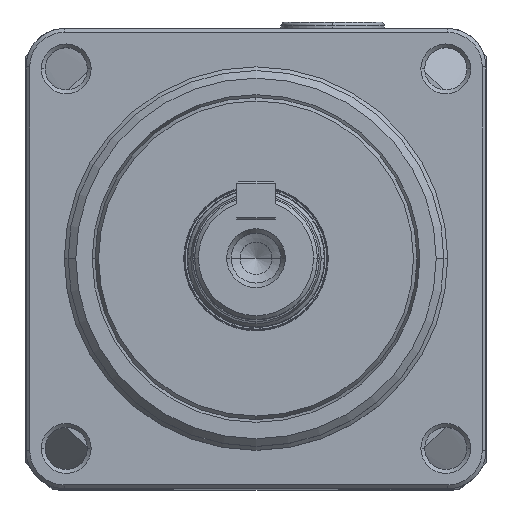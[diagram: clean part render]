
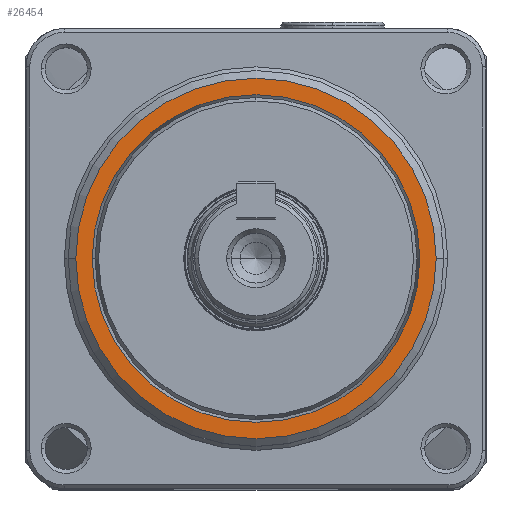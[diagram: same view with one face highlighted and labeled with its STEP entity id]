
A CAD part, top view. The second image highlights one B-rep face of the part: STEP entity #26454.
In plain terms, the highlighted planar face has unit normal (0, 0, 1).
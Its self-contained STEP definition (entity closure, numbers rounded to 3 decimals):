
#79 = EDGE_CURVE ( 'NONE', #979, #28532, #10304, .T. ) ;
#133 = AXIS2_PLACEMENT_3D ( 'NONE', #213, #11509, #23368 ) ;
#154 = DIRECTION ( 'NONE',  ( 0., 0., 1. ) ) ;
#213 = CARTESIAN_POINT ( 'NONE',  ( 0., 0., 11. ) ) ;
#462 = EDGE_CURVE ( 'NONE', #8826, #6517, #21904, .T. ) ;
#695 = DIRECTION ( 'NONE',  ( 0., 0., -1. ) ) ;
#979 = VERTEX_POINT ( 'NONE', #6055 ) ;
#2163 = CARTESIAN_POINT ( 'NONE',  ( 0., 0., 11. ) ) ;
#3521 = DIRECTION ( 'NONE',  ( -1., 0., 0. ) ) ;
#4362 = CIRCLE ( 'NONE', #11545, 23.5 ) ;
#4652 = ORIENTED_EDGE ( 'NONE', *, *, #79, .F. ) ;
#6055 = CARTESIAN_POINT ( 'NONE',  ( 23.5, 0., 11. ) ) ;
#6439 = EDGE_CURVE ( 'NONE', #6517, #8826, #26584, .T. ) ;
#6517 = VERTEX_POINT ( 'NONE', #7084 ) ;
#6715 = AXIS2_PLACEMENT_3D ( 'NONE', #2163, #154, #9605 ) ;
#7084 = CARTESIAN_POINT ( 'NONE',  ( 21.364, 0., 11. ) ) ;
#8234 = CARTESIAN_POINT ( 'NONE',  ( 0., 23.5, 11. ) ) ;
#8710 = ORIENTED_EDGE ( 'NONE', *, *, #9319, .F. ) ;
#8826 = VERTEX_POINT ( 'NONE', #10911 ) ;
#9319 = EDGE_CURVE ( 'NONE', #28532, #979, #4362, .T. ) ;
#9605 = DIRECTION ( 'NONE',  ( 1., 0., 0. ) ) ;
#10304 = CIRCLE ( 'NONE', #24127, 23.5 ) ;
#10328 = DIRECTION ( 'NONE',  ( 0., 0., -1. ) ) ;
#10911 = CARTESIAN_POINT ( 'NONE',  ( -21.364, 0., 11. ) ) ;
#11509 = DIRECTION ( 'NONE',  ( 0., 0., 1. ) ) ;
#11545 = AXIS2_PLACEMENT_3D ( 'NONE', #17532, #10328, #19574 ) ;
#14541 = ORIENTED_EDGE ( 'NONE', *, *, #462, .F. ) ;
#14633 = AXIS2_PLACEMENT_3D ( 'NONE', #8234, #22135, #3521 ) ;
#15086 = ORIENTED_EDGE ( 'NONE', *, *, #6439, .F. ) ;
#17445 = FACE_BOUND ( 'NONE', #28811, .T. ) ;
#17532 = CARTESIAN_POINT ( 'NONE',  ( 0., 0., 11. ) ) ;
#19574 = DIRECTION ( 'NONE',  ( -1., 0., 0. ) ) ;
#19628 = FACE_OUTER_BOUND ( 'NONE', #21848, .T. ) ;
#21848 = EDGE_LOOP ( 'NONE', ( #8710, #4652 ) ) ;
#21904 = CIRCLE ( 'NONE', #6715, 21.364 ) ;
#22135 = DIRECTION ( 'NONE',  ( 0., 0., -1. ) ) ;
#23368 = DIRECTION ( 'NONE',  ( 1., 0., 0. ) ) ;
#24127 = AXIS2_PLACEMENT_3D ( 'NONE', #28394, #695, #25679 ) ;
#24600 = CARTESIAN_POINT ( 'NONE',  ( -23.5, 0., 11. ) ) ;
#25679 = DIRECTION ( 'NONE',  ( -1., 0., 0. ) ) ;
#26454 = ADVANCED_FACE ( 'NONE', ( #19628, #17445 ), #26478, .F. ) ;
#26478 = PLANE ( 'NONE',  #14633 ) ;
#26584 = CIRCLE ( 'NONE', #133, 21.364 ) ;
#28394 = CARTESIAN_POINT ( 'NONE',  ( 0., 0., 11. ) ) ;
#28532 = VERTEX_POINT ( 'NONE', #24600 ) ;
#28811 = EDGE_LOOP ( 'NONE', ( #15086, #14541 ) ) ;
